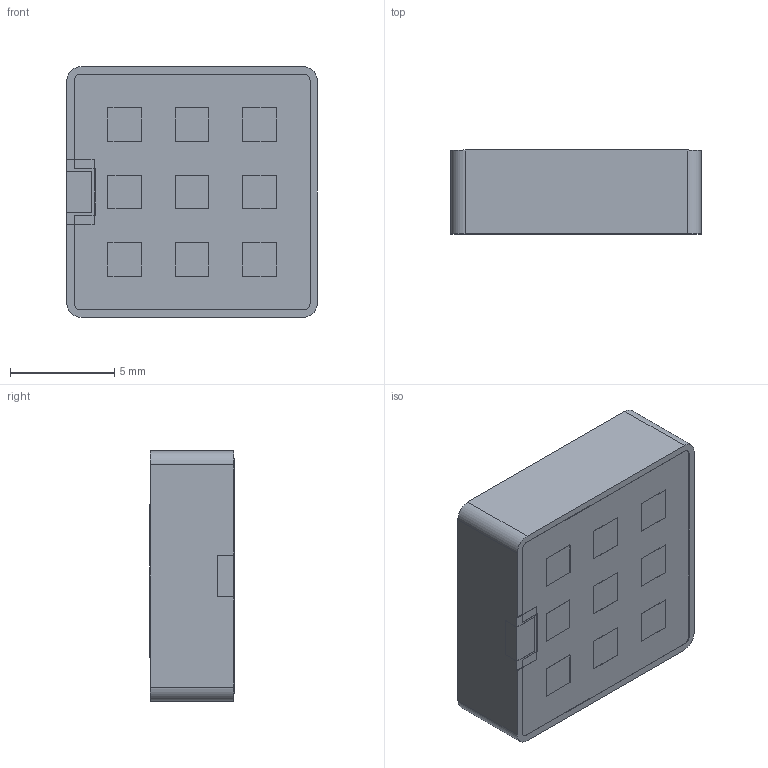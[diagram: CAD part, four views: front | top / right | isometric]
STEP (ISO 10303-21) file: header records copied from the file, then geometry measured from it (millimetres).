
FILE_DESCRIPTION (( 'STEP AP214' ), '1' );
FILE_NAME ('SGGP124B.STEP', '2024-12-02T08:58:32', ( '' ), ( '' ), 'SwSTEP 2.0', 'SolidWorks 2022', '' );
FILE_SCHEMA (( 'AUTOMOTIVE_DESIGN' ));
Length unit declared in the file: millimetre
Products named in the file (1): SGGP124B
Bounding box: 12.01 x 4.04 x 12 mm (x, y, z)
Volume: 577.8 mm3; surface area: 681.2 mm2
Topology: 2 solids, 2 shells, 312 faces, 855 edges, 570 vertices
Faces by surface type: plane 189, bspline 115, cylinder 8
Entity records: 16552 total; most frequent: CARTESIAN_POINT 6153, ORIENTED_EDGE 1710, DIRECTION 1037, EDGE_CURVE 855, LINE 609, VECTOR 609, VERTEX_POINT 570, EDGE_LOOP 353
